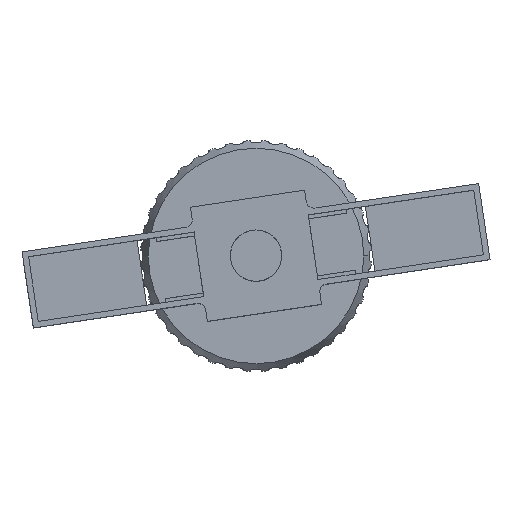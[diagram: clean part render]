
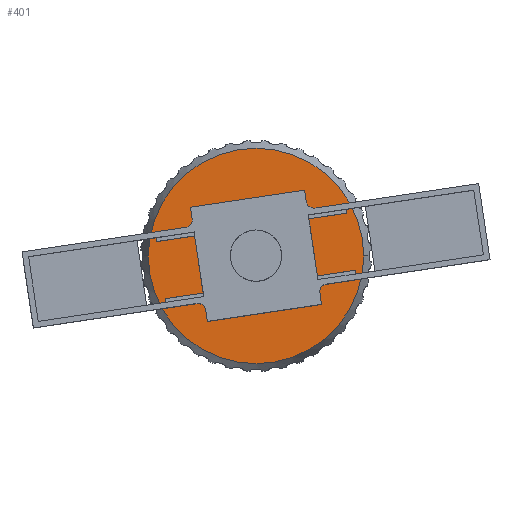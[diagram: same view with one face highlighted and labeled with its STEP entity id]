
A CAD part, top view. The second image highlights one B-rep face of the part: STEP entity #401.
In plain terms, the highlighted planar face has unit normal (0, 0, 1).
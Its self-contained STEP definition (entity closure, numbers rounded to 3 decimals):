
#33 = FACE_OUTER_BOUND ( 'NONE', #4296, .T. ) ;
#196 = EDGE_CURVE ( 'NONE', #7287, #684, #5321, .T. ) ;
#401 = ADVANCED_FACE ( 'NONE', ( #8181, #33 ), #8275, .T. ) ;
#684 = VERTEX_POINT ( 'NONE', #2069 ) ;
#790 = CARTESIAN_POINT ( 'NONE',  ( 18.934, 5.245, 66.25 ) ) ;
#1058 = ORIENTED_EDGE ( 'NONE', *, *, #196, .T. ) ;
#1511 = CARTESIAN_POINT ( 'NONE',  ( -2.399, 5.245, 66.25 ) ) ;
#1528 = DIRECTION ( 'NONE',  ( 0., 0., 1. ) ) ;
#1633 = DIRECTION ( 'NONE',  ( 1., 0., 0. ) ) ;
#1727 = DIRECTION ( 'NONE',  ( 1., 0., 0. ) ) ;
#1834 = EDGE_LOOP ( 'NONE', ( #8233, #9773 ) ) ;
#1939 = CARTESIAN_POINT ( 'NONE',  ( -9.066, 5.245, 66.25 ) ) ;
#2069 = CARTESIAN_POINT ( 'NONE',  ( -37.066, 5.245, 66.25 ) ) ;
#2323 = DIRECTION ( 'NONE',  ( 1., 0., 0. ) ) ;
#2816 = AXIS2_PLACEMENT_3D ( 'NONE', #9043, #8535, #3636 ) ;
#3104 = AXIS2_PLACEMENT_3D ( 'NONE', #6192, #6335, #1727 ) ;
#3636 = DIRECTION ( 'NONE',  ( 1., 0., 0. ) ) ;
#3676 = EDGE_CURVE ( 'NONE', #684, #7287, #5495, .T. ) ;
#4173 = DIRECTION ( 'NONE',  ( 0., 0., 1. ) ) ;
#4221 = ORIENTED_EDGE ( 'NONE', *, *, #3676, .T. ) ;
#4296 = EDGE_LOOP ( 'NONE', ( #4221, #1058 ) ) ;
#5321 = CIRCLE ( 'NONE', #5791, 28. ) ;
#5495 = CIRCLE ( 'NONE', #3104, 28. ) ;
#5791 = AXIS2_PLACEMENT_3D ( 'NONE', #6197, #9224, #1633 ) ;
#6192 = CARTESIAN_POINT ( 'NONE',  ( -9.066, 5.245, 66.25 ) ) ;
#6197 = CARTESIAN_POINT ( 'NONE',  ( -9.066, 5.245, 66.25 ) ) ;
#6211 = EDGE_CURVE ( 'NONE', #6789, #7907, #8981, .T. ) ;
#6335 = DIRECTION ( 'NONE',  ( 0., 0., 1. ) ) ;
#6453 = DIRECTION ( 'NONE',  ( 1., 0., 0. ) ) ;
#6641 = CARTESIAN_POINT ( 'NONE',  ( 18.934, 5.245, 66.25 ) ) ;
#6789 = VERTEX_POINT ( 'NONE', #7730 ) ;
#7287 = VERTEX_POINT ( 'NONE', #790 ) ;
#7730 = CARTESIAN_POINT ( 'NONE',  ( -15.732, 5.245, 66.25 ) ) ;
#7907 = VERTEX_POINT ( 'NONE', #1511 ) ;
#8009 = AXIS2_PLACEMENT_3D ( 'NONE', #6641, #1528, #2323 ) ;
#8181 = FACE_BOUND ( 'NONE', #1834, .T. ) ;
#8198 = EDGE_CURVE ( 'NONE', #7907, #6789, #8994, .T. ) ;
#8233 = ORIENTED_EDGE ( 'NONE', *, *, #6211, .F. ) ;
#8275 = PLANE ( 'NONE',  #8009 ) ;
#8355 = AXIS2_PLACEMENT_3D ( 'NONE', #1939, #4173, #6453 ) ;
#8535 = DIRECTION ( 'NONE',  ( 0., 0., 1. ) ) ;
#8981 = CIRCLE ( 'NONE', #8355, 6.667 ) ;
#8994 = CIRCLE ( 'NONE', #2816, 6.667 ) ;
#9043 = CARTESIAN_POINT ( 'NONE',  ( -9.066, 5.245, 66.25 ) ) ;
#9224 = DIRECTION ( 'NONE',  ( 0., 0., 1. ) ) ;
#9773 = ORIENTED_EDGE ( 'NONE', *, *, #8198, .F. ) ;
